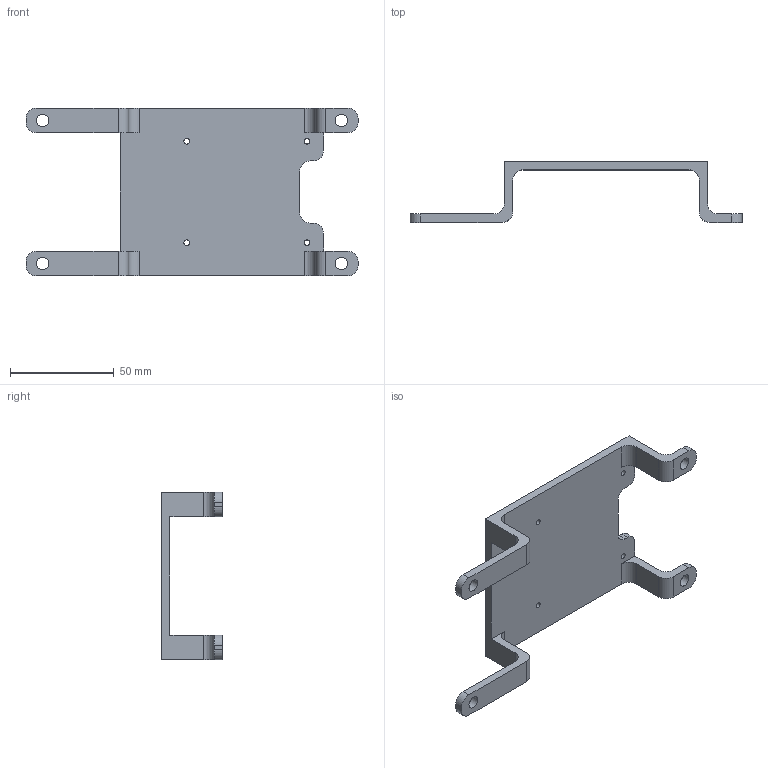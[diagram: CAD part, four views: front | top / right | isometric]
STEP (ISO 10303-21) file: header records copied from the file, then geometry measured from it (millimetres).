
FILE_DESCRIPTION(/* description */ (''),/* implementation_level */ '2;1');
FILE_NAME(/* name */ '5fbfb2904950660eadcd7cc7',/* time_stamp */ '2020-11-26T13:50:08+00:00',/* author */ (''),/* organization */ (''),/* preprocessor_version */ 'ST-DEVELOPER v16.7',/* originating_system */ $,/* authorisation */ $);
FILE_SCHEMA (('AUTOMOTIVE_DESIGN {1 0 10303 214 3 1 1}'));
Length unit declared in the file: metre
Products named in the file (1): raspi_support
Bounding box: 160.1 x 29.3 x 81 mm (x, y, z)
Volume: 40729.6 mm3; surface area: 23634 mm2
Topology: 1 solids, 1 shells, 62 faces, 180 edges, 120 vertices
Faces by surface type: cylinder 32, plane 30
Full cylindrical faces by diameter (mm): 2.75 x4, 6 x4
Entity records: 2090 total; most frequent: DIRECTION 362, CARTESIAN_POINT 355, ORIENTED_EDGE 344, EDGE_CURVE 172, AXIS2_PLACEMENT_3D 127, VERTEX_POINT 120, LINE 108, VECTOR 108
